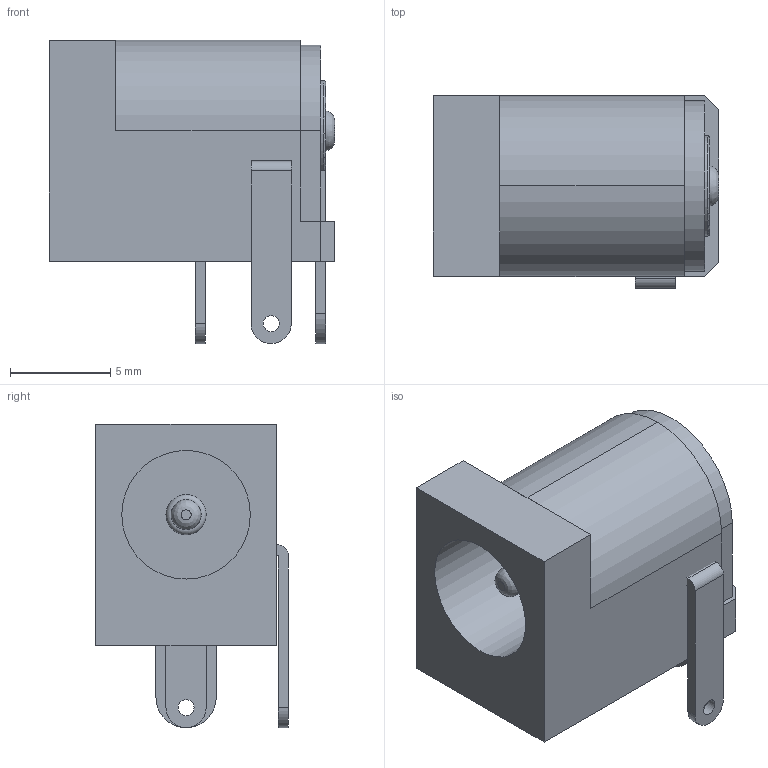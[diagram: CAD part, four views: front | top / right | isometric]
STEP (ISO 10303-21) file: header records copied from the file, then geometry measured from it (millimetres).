
FILE_DESCRIPTION(/* description */ (''),/* implementation_level */ '2;1');
FILE_NAME(/* name */ 'KLS1-DC-005.step',/* time_stamp */ '2020-05-22T19:49:41+03:00',/* author */ ('vlad.lapshuda'),/* organization */ (''),/* preprocessor_version */ 'ST-DEVELOPER v17.2',/* originating_system */ 'Autodesk Translation Framework v7.6.0.251',/* authorisation */ '');
FILE_SCHEMA (('AUTOMOTIVE_DESIGN { 1 0 10303 214 3 1 1 }'));
Length unit declared in the file: millimetre
Products named in the file (1): KLS1-DC-005
Bounding box: 14.2 x 9.59 x 15.1 mm (x, y, z)
Volume: 921.5 mm3; surface area: 1225.1 mm2
Topology: 5 solids, 5 shells, 63 faces, 156 edges, 104 vertices
Faces by surface type: plane 35, cylinder 24, bspline 2, torus 2
Full cylindrical faces by diameter (mm): 0.8 x3, 1.5 x1, 2 x3, 6.4 x1
Entity records: 2018 total; most frequent: CARTESIAN_POINT 394, DIRECTION 338, ORIENTED_EDGE 312, EDGE_CURVE 156, AXIS2_PLACEMENT_3D 122, VERTEX_POINT 104, LINE 94, VECTOR 94
